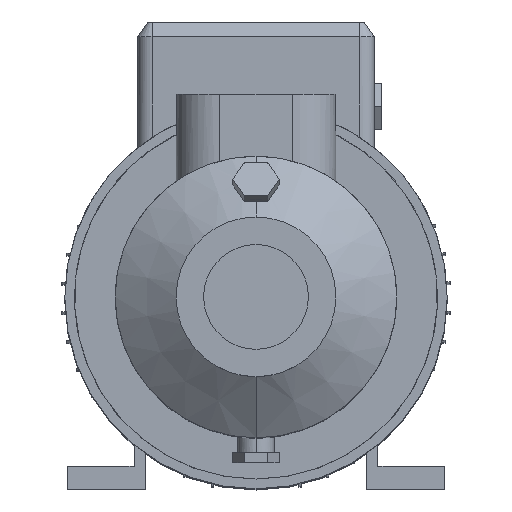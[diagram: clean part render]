
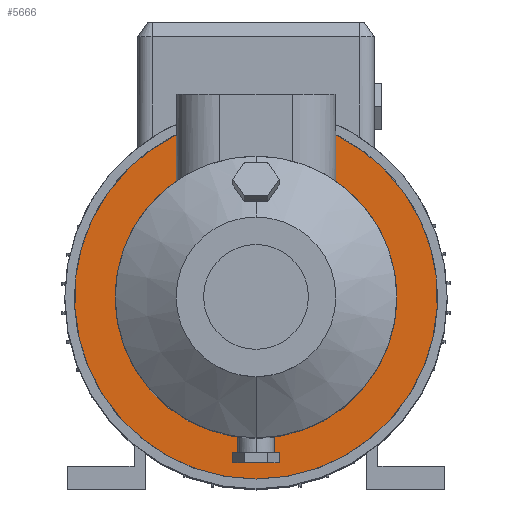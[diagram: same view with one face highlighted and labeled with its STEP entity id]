
A CAD part, top view. The second image highlights one B-rep face of the part: STEP entity #5666.
In plain terms, the highlighted planar face has unit normal (0, 0, 1).
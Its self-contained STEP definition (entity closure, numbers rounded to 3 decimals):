
#131 = DIRECTION ( 'NONE',  ( 0., 0., 1. ) ) ;
#1221 = CARTESIAN_POINT ( 'NONE',  ( -55., 79.9, -43. ) ) ;
#1291 = CIRCLE ( 'NONE', #11248, 125. ) ;
#1322 = CARTESIAN_POINT ( 'NONE',  ( 55., 79.9, -43. ) ) ;
#1334 = VERTEX_POINT ( 'NONE', #8075 ) ;
#1541 = DIRECTION ( 'NONE',  ( 0., 1., 0. ) ) ;
#1843 = ORIENTED_EDGE ( 'NONE', *, *, #10995, .T. ) ;
#1901 = EDGE_CURVE ( 'NONE', #7915, #1334, #7596, .T. ) ;
#2099 = ORIENTED_EDGE ( 'NONE', *, *, #8135, .F. ) ;
#2310 = CIRCLE ( 'NONE', #7844, 97. ) ;
#2511 = ORIENTED_EDGE ( 'NONE', *, *, #4585, .T. ) ;
#2544 = CARTESIAN_POINT ( 'NONE',  ( 0., 0., -43. ) ) ;
#2607 = DIRECTION ( 'NONE',  ( 0., -1., 0. ) ) ;
#2806 = VERTEX_POINT ( 'NONE', #4286 ) ;
#2872 = CIRCLE ( 'NONE', #7482, 97. ) ;
#3703 = DIRECTION ( 'NONE',  ( 0., 0., 1. ) ) ;
#3712 = VECTOR ( 'NONE', #1541, 1000. ) ;
#4255 = CARTESIAN_POINT ( 'NONE',  ( 55., -131.702, -43. ) ) ;
#4286 = CARTESIAN_POINT ( 'NONE',  ( -55., 112.25, -43. ) ) ;
#4309 = LINE ( 'NONE', #11338, #5070 ) ;
#4469 = CIRCLE ( 'NONE', #6508, 125. ) ;
#4556 = DIRECTION ( 'NONE',  ( 0., -1., 0. ) ) ;
#4585 = EDGE_CURVE ( 'NONE', #2806, #5618, #4469, .T. ) ;
#4609 = DIRECTION ( 'NONE',  ( 0., -1., 0. ) ) ;
#4783 = VERTEX_POINT ( 'NONE', #1221 ) ;
#4890 = CARTESIAN_POINT ( 'NONE',  ( 0., -125., -43. ) ) ;
#5070 = VECTOR ( 'NONE', #10589, 1000. ) ;
#5457 = ORIENTED_EDGE ( 'NONE', *, *, #1901, .F. ) ;
#5534 = VERTEX_POINT ( 'NONE', #9909 ) ;
#5618 = VERTEX_POINT ( 'NONE', #4890 ) ;
#5666 = ADVANCED_FACE ( 'NONE', ( #6094 ), #7079, .F. ) ;
#5972 = AXIS2_PLACEMENT_3D ( 'NONE', #9613, #10416, #10640 ) ;
#6094 = FACE_OUTER_BOUND ( 'NONE', #7749, .T. ) ;
#6309 = CARTESIAN_POINT ( 'NONE',  ( 0., 0., -43. ) ) ;
#6508 = AXIS2_PLACEMENT_3D ( 'NONE', #6309, #131, #2607 ) ;
#6719 = ORIENTED_EDGE ( 'NONE', *, *, #7788, .F. ) ;
#6873 = EDGE_CURVE ( 'NONE', #4783, #2806, #4309, .T. ) ;
#7079 = PLANE ( 'NONE',  #5972 ) ;
#7482 = AXIS2_PLACEMENT_3D ( 'NONE', #10617, #3703, #4556 ) ;
#7596 = LINE ( 'NONE', #4255, #3712 ) ;
#7749 = EDGE_LOOP ( 'NONE', ( #5457, #2099, #6719, #10000, #2511, #1843 ) ) ;
#7788 = EDGE_CURVE ( 'NONE', #4783, #5534, #2310, .T. ) ;
#7844 = AXIS2_PLACEMENT_3D ( 'NONE', #8239, #9751, #4609 ) ;
#7915 = VERTEX_POINT ( 'NONE', #1322 ) ;
#8075 = CARTESIAN_POINT ( 'NONE',  ( 55., 112.25, -43. ) ) ;
#8135 = EDGE_CURVE ( 'NONE', #5534, #7915, #2872, .T. ) ;
#8239 = CARTESIAN_POINT ( 'NONE',  ( 0., 0., -43. ) ) ;
#8713 = DIRECTION ( 'NONE',  ( 0., -1., 0. ) ) ;
#9588 = DIRECTION ( 'NONE',  ( 0., 0., 1. ) ) ;
#9613 = CARTESIAN_POINT ( 'NONE',  ( 0., 97., -43. ) ) ;
#9751 = DIRECTION ( 'NONE',  ( 0., 0., 1. ) ) ;
#9909 = CARTESIAN_POINT ( 'NONE',  ( 0., -97., -43. ) ) ;
#10000 = ORIENTED_EDGE ( 'NONE', *, *, #6873, .T. ) ;
#10416 = DIRECTION ( 'NONE',  ( 0., 0., -1. ) ) ;
#10589 = DIRECTION ( 'NONE',  ( 0., 1., 0. ) ) ;
#10617 = CARTESIAN_POINT ( 'NONE',  ( 0., 0., -43. ) ) ;
#10640 = DIRECTION ( 'NONE',  ( 0., 1., 0. ) ) ;
#10995 = EDGE_CURVE ( 'NONE', #5618, #1334, #1291, .T. ) ;
#11248 = AXIS2_PLACEMENT_3D ( 'NONE', #2544, #9588, #8713 ) ;
#11338 = CARTESIAN_POINT ( 'NONE',  ( -55., -131.702, -43. ) ) ;
